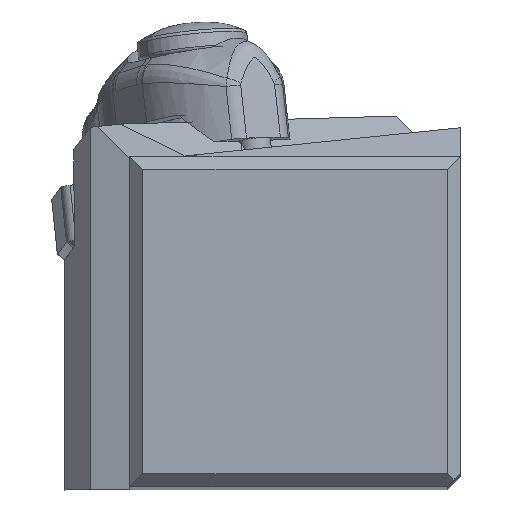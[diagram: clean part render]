
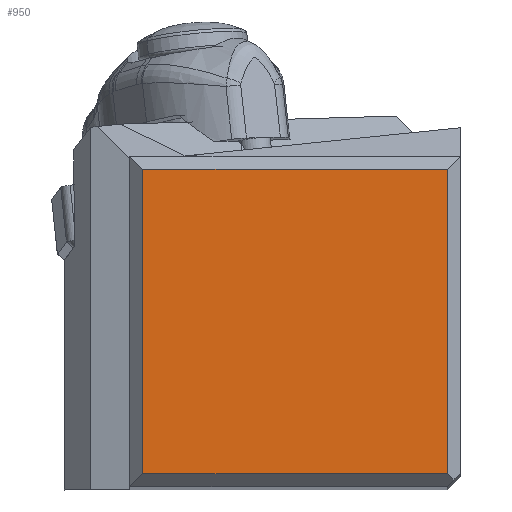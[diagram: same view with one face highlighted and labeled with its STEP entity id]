
A CAD part, top view. The second image highlights one B-rep face of the part: STEP entity #950.
In plain terms, the highlighted planar face has unit normal (0, 0, 1).
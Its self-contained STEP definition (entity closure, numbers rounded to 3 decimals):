
#704=FACE_OUTER_BOUND('',#1310,.T.);
#950=ADVANCED_FACE('',(#704),#1204,.T.);
#1204=PLANE('',#4587);
#1310=EDGE_LOOP('',(#1663,#1664,#1665,#1666));
#1663=ORIENTED_EDGE('',*,*,#3318,.F.);
#1664=ORIENTED_EDGE('',*,*,#3325,.F.);
#1665=ORIENTED_EDGE('',*,*,#3373,.F.);
#1666=ORIENTED_EDGE('',*,*,#3374,.T.);
#2895=VERTEX_POINT('',#6101);
#2896=VERTEX_POINT('',#6103);
#2900=VERTEX_POINT('',#6115);
#2934=VERTEX_POINT('',#6210);
#3318=EDGE_CURVE('',#2895,#2896,#3979,.T.);
#3325=EDGE_CURVE('',#2900,#2895,#3986,.T.);
#3373=EDGE_CURVE('',#2934,#2900,#4022,.T.);
#3374=EDGE_CURVE('',#2934,#2896,#4023,.T.);
#3979=LINE('',#6102,#4201);
#3986=LINE('',#6116,#4208);
#4022=LINE('',#6211,#4244);
#4023=LINE('',#6213,#4245);
#4201=VECTOR('',#5026,1.);
#4208=VECTOR('',#5037,1.);
#4244=VECTOR('',#5123,1.);
#4245=VECTOR('',#5126,1.);
#4587=AXIS2_PLACEMENT_3D('',#6214,#5127,#5128);
#5026=DIRECTION('',(-1.,0.,0.));
#5037=DIRECTION('',(0.,-1.,0.));
#5123=DIRECTION('',(1.,0.,0.));
#5126=DIRECTION('',(0.,-1.,0.));
#5127=DIRECTION('',(0.,0.,1.));
#5128=DIRECTION('',(-1.,0.,0.));
#6101=CARTESIAN_POINT('',(-1.,1.,0.));
#6102=CARTESIAN_POINT('',(-1.,1.,0.));
#6103=CARTESIAN_POINT('',(-24.4,1.,0.));
#6115=CARTESIAN_POINT('',(-1.,24.4,0.));
#6116=CARTESIAN_POINT('',(-1.,24.4,0.));
#6210=CARTESIAN_POINT('',(-24.4,24.4,0.));
#6211=CARTESIAN_POINT('',(-24.4,24.4,0.));
#6213=CARTESIAN_POINT('',(-24.4,24.4,0.));
#6214=CARTESIAN_POINT('',(-12.7,12.7,0.));
